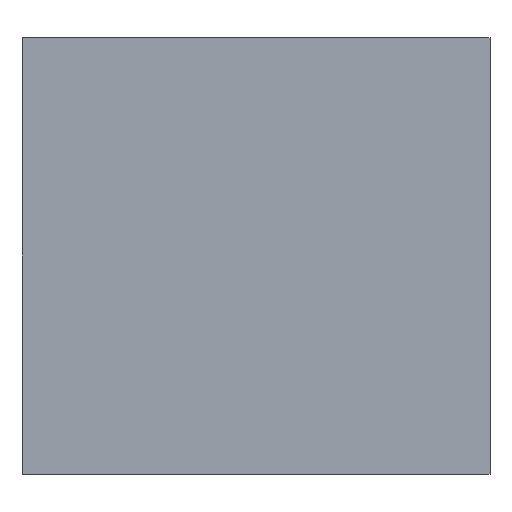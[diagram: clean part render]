
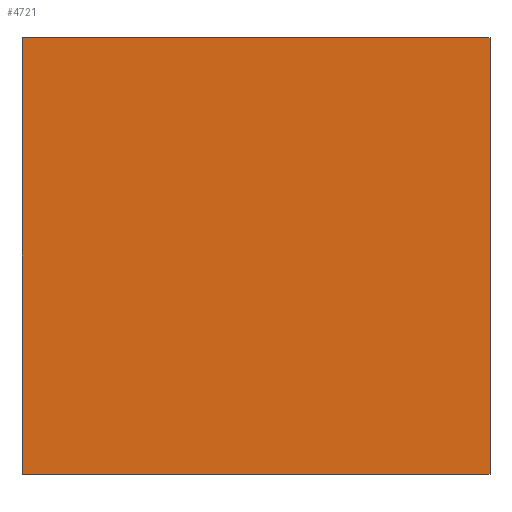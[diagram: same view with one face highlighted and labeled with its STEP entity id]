
A CAD part, front view. The second image highlights one B-rep face of the part: STEP entity #4721.
In plain terms, the highlighted planar face has unit normal (0, -1, 0).
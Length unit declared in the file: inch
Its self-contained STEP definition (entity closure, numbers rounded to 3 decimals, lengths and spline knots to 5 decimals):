
#613 = LINE ( 'NONE', #14899, #7324 ) ;
#1206 = LINE ( 'NONE', #17121, #2778 ) ;
#1317 = DIRECTION ( 'NONE',  ( 0., 0., 1. ) ) ;
#1518 = CARTESIAN_POINT ( 'NONE',  ( -1.2, 0., -1.12 ) ) ;
#1679 = ORIENTED_EDGE ( 'NONE', *, *, #3991, .T. ) ;
#2286 = FACE_OUTER_BOUND ( 'NONE', #6300, .T. ) ;
#2778 = VECTOR ( 'NONE', #17176, 39.37008 ) ;
#3166 = LINE ( 'NONE', #18182, #15872 ) ;
#3991 = EDGE_CURVE ( 'NONE', #17923, #8256, #3166, .T. ) ;
#4083 = CARTESIAN_POINT ( 'NONE',  ( 0., 0., 0. ) ) ;
#4606 = EDGE_CURVE ( 'NONE', #7601, #9341, #18119, .T. ) ;
#4721 = ADVANCED_FACE ( 'NONE', ( #2286 ), #9887, .F. ) ;
#5024 = DIRECTION ( 'NONE',  ( -1., 0., 0. ) ) ;
#6300 = EDGE_LOOP ( 'NONE', ( #11780, #16468, #6682, #1679 ) ) ;
#6682 = ORIENTED_EDGE ( 'NONE', *, *, #18299, .F. ) ;
#7324 = VECTOR ( 'NONE', #16313, 39.37008 ) ;
#7601 = VERTEX_POINT ( 'NONE', #13392 ) ;
#8256 = VERTEX_POINT ( 'NONE', #9544 ) ;
#9038 = CARTESIAN_POINT ( 'NONE',  ( 0., 0., -1.12 ) ) ;
#9341 = VERTEX_POINT ( 'NONE', #1518 ) ;
#9544 = CARTESIAN_POINT ( 'NONE',  ( -1.2, 0., 1.12 ) ) ;
#9887 = PLANE ( 'NONE',  #15949 ) ;
#10113 = VECTOR ( 'NONE', #5024, 39.37008 ) ;
#11780 = ORIENTED_EDGE ( 'NONE', *, *, #14080, .T. ) ;
#12561 = DIRECTION ( 'NONE',  ( -1., 0., 0. ) ) ;
#13392 = CARTESIAN_POINT ( 'NONE',  ( 1.2, 0., -1.12 ) ) ;
#14080 = EDGE_CURVE ( 'NONE', #8256, #9341, #1206, .T. ) ;
#14899 = CARTESIAN_POINT ( 'NONE',  ( 1.2, 0., 0. ) ) ;
#14903 = CARTESIAN_POINT ( 'NONE',  ( 1.2, 0., 1.12 ) ) ;
#15353 = DIRECTION ( 'NONE',  ( 0., 1., 0. ) ) ;
#15872 = VECTOR ( 'NONE', #12561, 39.37008 ) ;
#15949 = AXIS2_PLACEMENT_3D ( 'NONE', #4083, #15353, #1317 ) ;
#16313 = DIRECTION ( 'NONE',  ( 0., 0., -1. ) ) ;
#16468 = ORIENTED_EDGE ( 'NONE', *, *, #4606, .F. ) ;
#17121 = CARTESIAN_POINT ( 'NONE',  ( -1.2, 0., 0. ) ) ;
#17176 = DIRECTION ( 'NONE',  ( 0., 0., -1. ) ) ;
#17923 = VERTEX_POINT ( 'NONE', #14903 ) ;
#18119 = LINE ( 'NONE', #9038, #10113 ) ;
#18182 = CARTESIAN_POINT ( 'NONE',  ( 0., 0., 1.12 ) ) ;
#18299 = EDGE_CURVE ( 'NONE', #17923, #7601, #613, .T. ) ;
